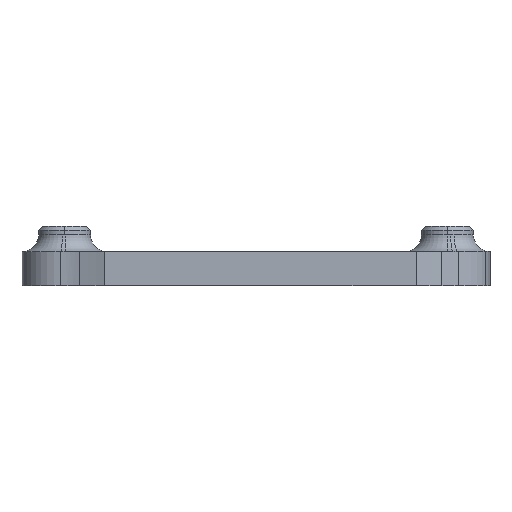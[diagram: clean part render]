
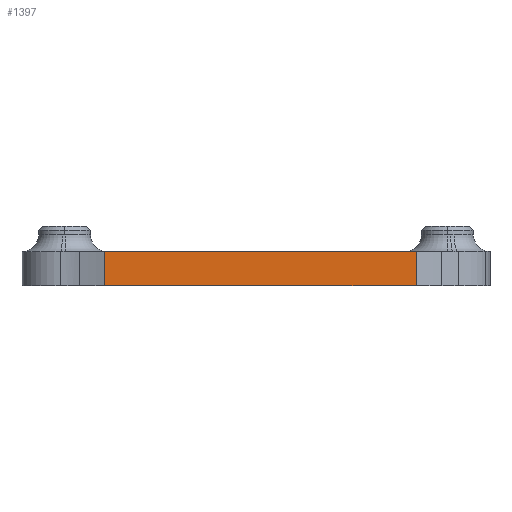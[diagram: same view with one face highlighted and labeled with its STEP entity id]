
A CAD part, left-side view. The second image highlights one B-rep face of the part: STEP entity #1397.
In plain terms, the highlighted planar face has unit normal (-1, 0, 0).
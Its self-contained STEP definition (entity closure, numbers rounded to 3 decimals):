
#491 = VERTEX_POINT ( 'NONE', #3541 ) ;
#493 = VERTEX_POINT ( 'NONE', #4283 ) ;
#845 = EDGE_LOOP ( 'NONE', ( #2733, #4654, #1449, #2045 ) ) ;
#1051 = PLANE ( 'NONE',  #3687 ) ;
#1112 = VECTOR ( 'NONE', #2874, 1000. ) ;
#1363 = EDGE_CURVE ( 'NONE', #491, #4536, #3572, .T. ) ;
#1397 = ADVANCED_FACE ( 'NONE', ( #3983 ), #1051, .F. ) ;
#1449 = ORIENTED_EDGE ( 'NONE', *, *, #3688, .T. ) ;
#1665 = EDGE_CURVE ( 'NONE', #4095, #4536, #3416, .T. ) ;
#1682 = CARTESIAN_POINT ( 'NONE',  ( -3.5, 15., 2. ) ) ;
#2045 = ORIENTED_EDGE ( 'NONE', *, *, #2826, .T. ) ;
#2106 = CARTESIAN_POINT ( 'NONE',  ( -3.5, 15., 0. ) ) ;
#2220 = CARTESIAN_POINT ( 'NONE',  ( -3.5, 43.323, 4. ) ) ;
#2238 = LINE ( 'NONE', #4511, #4713 ) ;
#2534 = LINE ( 'NONE', #2106, #1112 ) ;
#2733 = ORIENTED_EDGE ( 'NONE', *, *, #1363, .T. ) ;
#2758 = CARTESIAN_POINT ( 'NONE',  ( -3.5, 43.323, 2. ) ) ;
#2826 = EDGE_CURVE ( 'NONE', #493, #491, #2238, .T. ) ;
#2874 = DIRECTION ( 'NONE',  ( 0., -1., 0. ) ) ;
#2904 = VECTOR ( 'NONE', #4582, 1000. ) ;
#2909 = CARTESIAN_POINT ( 'NONE',  ( -3.5, 7.997, 4. ) ) ;
#3203 = DIRECTION ( 'NONE',  ( 1., 0., 0. ) ) ;
#3416 = LINE ( 'NONE', #2758, #2904 ) ;
#3541 = CARTESIAN_POINT ( 'NONE',  ( -3.5, 6.676, 4. ) ) ;
#3572 = LINE ( 'NONE', #2909, #4316 ) ;
#3687 = AXIS2_PLACEMENT_3D ( 'NONE', #1682, #3203, #4778 ) ;
#3688 = EDGE_CURVE ( 'NONE', #4095, #493, #2534, .T. ) ;
#3983 = FACE_OUTER_BOUND ( 'NONE', #845, .T. ) ;
#4094 = DIRECTION ( 'NONE',  ( 0., 0., 1. ) ) ;
#4095 = VERTEX_POINT ( 'NONE', #4721 ) ;
#4283 = CARTESIAN_POINT ( 'NONE',  ( -3.5, 6.676, 0. ) ) ;
#4316 = VECTOR ( 'NONE', #4710, 1000. ) ;
#4511 = CARTESIAN_POINT ( 'NONE',  ( -3.5, 6.676, 2. ) ) ;
#4536 = VERTEX_POINT ( 'NONE', #2220 ) ;
#4582 = DIRECTION ( 'NONE',  ( 0., 0., 1. ) ) ;
#4654 = ORIENTED_EDGE ( 'NONE', *, *, #1665, .F. ) ;
#4710 = DIRECTION ( 'NONE',  ( 0., 1., 0. ) ) ;
#4713 = VECTOR ( 'NONE', #4094, 1000. ) ;
#4721 = CARTESIAN_POINT ( 'NONE',  ( -3.5, 43.323, 0. ) ) ;
#4778 = DIRECTION ( 'NONE',  ( 0., 1., 0. ) ) ;
